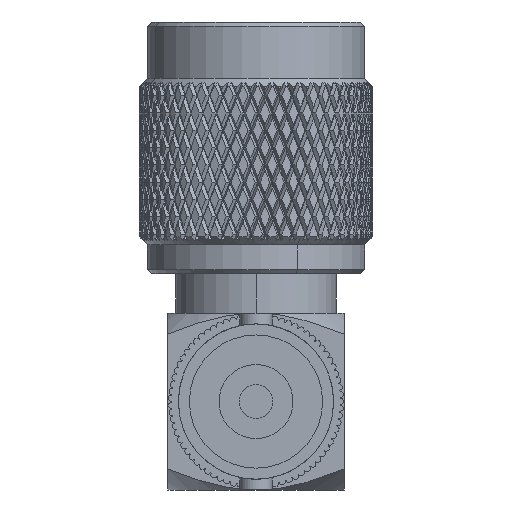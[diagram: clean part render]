
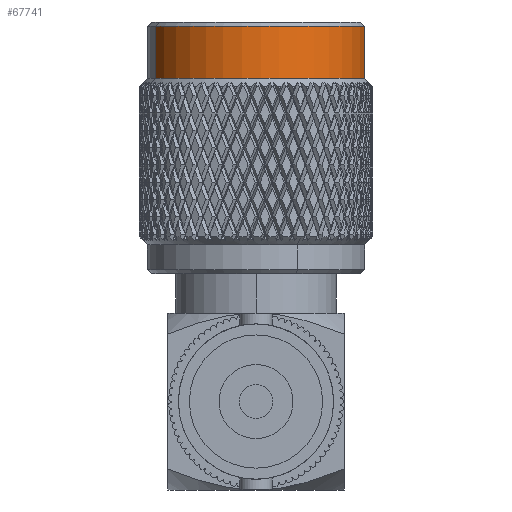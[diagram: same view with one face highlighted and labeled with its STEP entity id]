
A CAD part, left-side view. The second image highlights one B-rep face of the part: STEP entity #67741.
In plain terms, the highlighted cylindrical face has radius 6.756 mm (diameter 13.513 mm), a partial arc.
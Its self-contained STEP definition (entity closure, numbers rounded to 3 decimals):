
#2948 = ORIENTED_EDGE ( 'NONE', *, *, #52641, .F. ) ;
#9425 = VERTEX_POINT ( 'NONE', #33650 ) ;
#11695 = CIRCLE ( 'NONE', #56707, 6.756 ) ;
#15552 = VECTOR ( 'NONE', #36817, 1000. ) ;
#15836 = EDGE_CURVE ( 'NONE', #9425, #99530, #26239, .T. ) ;
#17899 = CARTESIAN_POINT ( 'NONE',  ( 23.346, 2.58, -6.244 ) ) ;
#18620 = CARTESIAN_POINT ( 'NONE',  ( 8.448, 2.58, -6.244 ) ) ;
#18643 = EDGE_CURVE ( 'NONE', #99530, #86579, #25361, .T. ) ;
#24141 = LINE ( 'NONE', #113876, #71969 ) ;
#24665 = CARTESIAN_POINT ( 'NONE',  ( 8.448, 0., 0. ) ) ;
#25361 = CIRCLE ( 'NONE', #46068, 6.756 ) ;
#26239 = LINE ( 'NONE', #18620, #15552 ) ;
#29691 = DIRECTION ( 'NONE',  ( -1., 0., 0. ) ) ;
#29765 = EDGE_LOOP ( 'NONE', ( #2948, #40504, #66647, #114405 ) ) ;
#33650 = CARTESIAN_POINT ( 'NONE',  ( 20.095, 2.58, -6.244 ) ) ;
#36800 = CARTESIAN_POINT ( 'NONE',  ( 20.095, -2.58, 6.244 ) ) ;
#36817 = DIRECTION ( 'NONE',  ( 1., 0., 0. ) ) ;
#37567 = EDGE_CURVE ( 'NONE', #9425, #103967, #11695, .T. ) ;
#40504 = ORIENTED_EDGE ( 'NONE', *, *, #37567, .F. ) ;
#46068 = AXIS2_PLACEMENT_3D ( 'NONE', #84210, #29691, #66670 ) ;
#46665 = CARTESIAN_POINT ( 'NONE',  ( 23.346, -2.58, 6.244 ) ) ;
#52343 = DIRECTION ( 'NONE',  ( 1., 0., 0. ) ) ;
#52641 = EDGE_CURVE ( 'NONE', #103967, #86579, #24141, .T. ) ;
#56707 = AXIS2_PLACEMENT_3D ( 'NONE', #107279, #63304, #59404 ) ;
#59404 = DIRECTION ( 'NONE',  ( 0., -0.382, 0.924 ) ) ;
#63304 = DIRECTION ( 'NONE',  ( -1., 0., 0. ) ) ;
#66647 = ORIENTED_EDGE ( 'NONE', *, *, #15836, .T. ) ;
#66670 = DIRECTION ( 'NONE',  ( 0., -0.382, 0.924 ) ) ;
#67741 = ADVANCED_FACE ( 'NONE', ( #80356 ), #105048, .T. ) ;
#69854 = DIRECTION ( 'NONE',  ( 0., 0.382, -0.924 ) ) ;
#71969 = VECTOR ( 'NONE', #52343, 1000. ) ;
#80356 = FACE_OUTER_BOUND ( 'NONE', #29765, .T. ) ;
#84210 = CARTESIAN_POINT ( 'NONE',  ( 23.346, 0., 0. ) ) ;
#86579 = VERTEX_POINT ( 'NONE', #46665 ) ;
#90733 = AXIS2_PLACEMENT_3D ( 'NONE', #24665, #114984, #69854 ) ;
#99530 = VERTEX_POINT ( 'NONE', #17899 ) ;
#103967 = VERTEX_POINT ( 'NONE', #36800 ) ;
#105048 = CYLINDRICAL_SURFACE ( 'NONE', #90733, 6.756 ) ;
#107279 = CARTESIAN_POINT ( 'NONE',  ( 20.095, 0., 0. ) ) ;
#113876 = CARTESIAN_POINT ( 'NONE',  ( 8.448, -2.58, 6.244 ) ) ;
#114405 = ORIENTED_EDGE ( 'NONE', *, *, #18643, .T. ) ;
#114984 = DIRECTION ( 'NONE',  ( 1., 0., 0. ) ) ;
